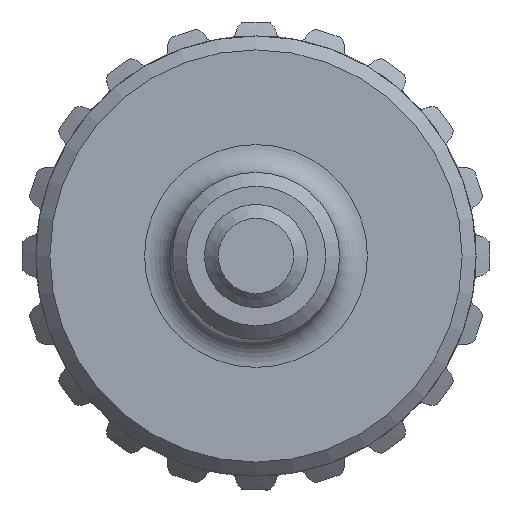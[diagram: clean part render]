
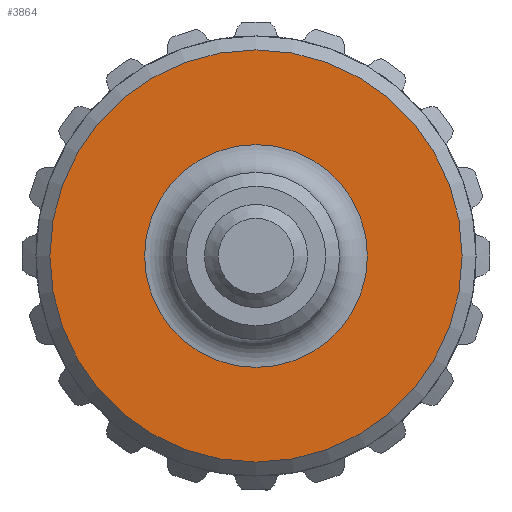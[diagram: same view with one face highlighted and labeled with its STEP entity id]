
A CAD part, left-side view. The second image highlights one B-rep face of the part: STEP entity #3864.
In plain terms, the highlighted planar face has unit normal (-1, 0, 0).
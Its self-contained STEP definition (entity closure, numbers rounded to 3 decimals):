
#440=FACE_BOUND('',#860,.T.);
#447=PLANE('',#4101);
#626=FACE_OUTER_BOUND('',#859,.T.);
#859=EDGE_LOOP('',(#2797));
#860=EDGE_LOOP('',(#2798));
#1469=CIRCLE('',#4100,7.4);
#1470=CIRCLE('',#4102,4.);
#1671=VERTEX_POINT('',#5938);
#1672=VERTEX_POINT('',#5942);
#2127=EDGE_CURVE('',#1671,#1671,#1469,.T.);
#2128=EDGE_CURVE('',#1672,#1672,#1470,.T.);
#2797=ORIENTED_EDGE('',*,*,#2127,.F.);
#2798=ORIENTED_EDGE('',*,*,#2128,.F.);
#3864=ADVANCED_FACE('',(#626,#440),#447,.T.);
#4100=AXIS2_PLACEMENT_3D('',#5940,#4425,#4426);
#4101=AXIS2_PLACEMENT_3D('',#5941,#4427,#4428);
#4102=AXIS2_PLACEMENT_3D('',#5943,#4429,#4430);
#4425=DIRECTION('center_axis',(1.,0.,0.));
#4426=DIRECTION('ref_axis',(0.,-1.,0.));
#4427=DIRECTION('center_axis',(-1.,0.,0.));
#4428=DIRECTION('ref_axis',(0.,-1.,0.));
#4429=DIRECTION('center_axis',(-1.,0.,0.));
#4430=DIRECTION('ref_axis',(0.,-1.,0.));
#5938=CARTESIAN_POINT('',(-20.975,-54.6,16.83));
#5940=CARTESIAN_POINT('Origin',(-20.975,-62.,16.83));
#5941=CARTESIAN_POINT('Origin',(-20.975,-62.,17.08));
#5942=CARTESIAN_POINT('',(-20.975,-62.,20.83));
#5943=CARTESIAN_POINT('Origin',(-20.975,-62.,16.83));
